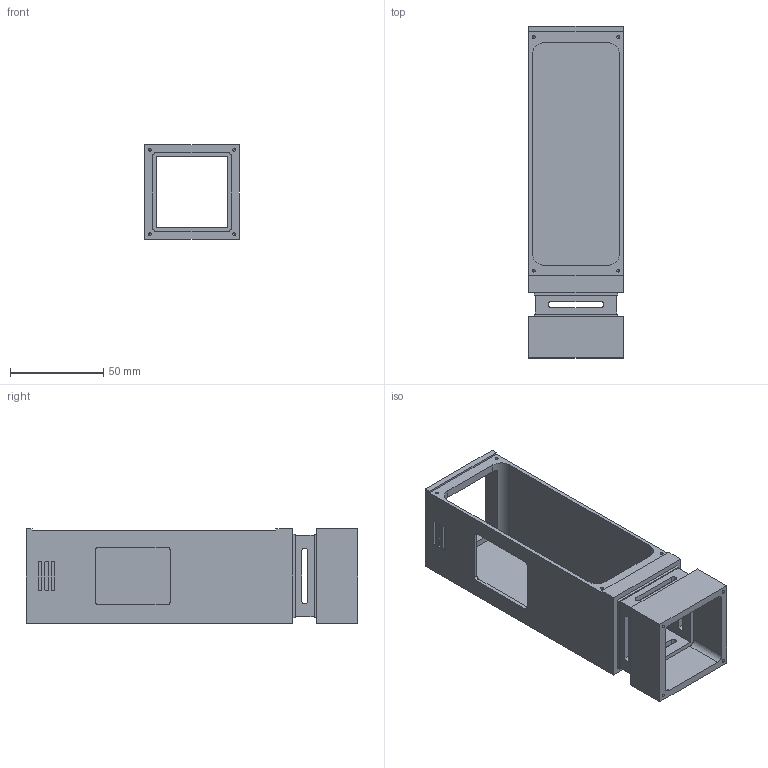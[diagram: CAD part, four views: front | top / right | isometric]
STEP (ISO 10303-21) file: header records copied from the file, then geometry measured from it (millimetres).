
FILE_DESCRIPTION (( 'STEP AP214' ), '1' );
FILE_NAME ('Tower ABD - Body.STEP', '2021-12-07T16:54:55', ( '' ), ( '' ), 'SwSTEP 2.0', 'SolidWorks 2021', '' );
FILE_SCHEMA (( 'AUTOMOTIVE_DESIGN' ));
Length unit declared in the file: millimetre
Products named in the file (1): Tower ABD - Body
Bounding box: 50.8 x 178 x 50.8 mm (x, y, z)
Volume: 80668.4 mm3; surface area: 59004.5 mm2
Topology: 1 solids, 1 shells, 158 faces, 422 edges, 268 vertices
Faces by surface type: plane 80, cylinder 62, cone 16
Entity records: 5096 total; most frequent: CARTESIAN_POINT 885, DIRECTION 848, ORIENTED_EDGE 812, EDGE_CURVE 406, AXIS2_PLACEMENT_3D 287, VECTOR 274, LINE 274, VERTEX_POINT 268
